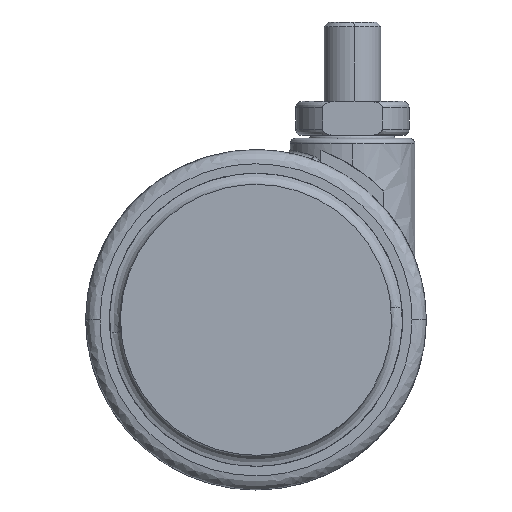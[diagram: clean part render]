
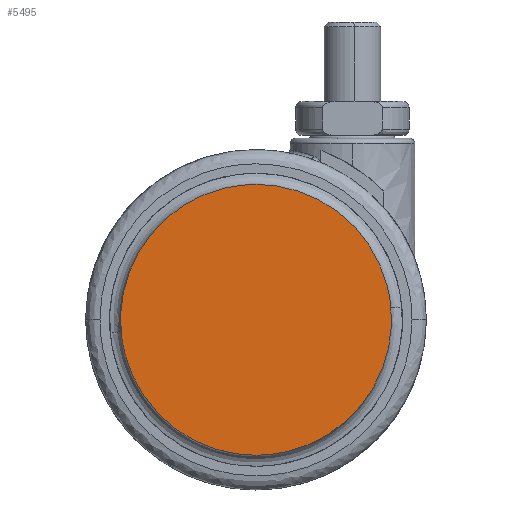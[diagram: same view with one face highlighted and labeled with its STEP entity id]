
A CAD part, front view. The second image highlights one B-rep face of the part: STEP entity #5495.
In plain terms, the highlighted free-form (B-spline) face has degree [1, 1] with [2, 2] control points.
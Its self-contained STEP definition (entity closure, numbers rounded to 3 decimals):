
#5424=CARTESIAN_POINT('',(-26.254,-22.8,-26.261));
#5425=CARTESIAN_POINT('',(-26.254,-22.8,26.261));
#5426=CARTESIAN_POINT('',(26.254,-22.8,-26.261));
#5427=CARTESIAN_POINT('',(26.254,-22.8,26.261));
#5428=B_SPLINE_SURFACE_WITH_KNOTS('',1,1,((#5424,#5426),(#5425,#5427)),.UNSPECIFIED.,.F.,.F.,.U.,(2,2),(2,2),(0.0,52.521),(0.0,52.508),.UNSPECIFIED.);
#5429=CARTESIAN_POINT('',(-23.783,-22.8,-2.097));
#5430=VERTEX_POINT('',#5429);
#5431=CARTESIAN_POINT('',(0.0,-22.8,23.876));
#5432=VERTEX_POINT('',#5431);
#5433=CARTESIAN_POINT('',(-23.783,-22.8,-2.097));
#5434=CARTESIAN_POINT('',(-23.876,-22.8,-1.051));
#5435=CARTESIAN_POINT('',(-23.876,-22.8,0.));
#5436=CARTESIAN_POINT('',(-23.876,-22.8,23.876));
#5437=CARTESIAN_POINT('',(0.0,-22.8,23.876));
#5445=(BOUNDED_CURVE()B_SPLINE_CURVE(2,(#5433,#5434,#5435,#5436,#5437),.UNSPECIFIED.,.F.,.U.)B_SPLINE_CURVE_WITH_KNOTS((3,2,3),(0.735,0.75,1.0),.UNSPECIFIED.)CURVE()GEOMETRIC_REPRESENTATION_ITEM()RATIONAL_B_SPLINE_CURVE((0.966,0.982,1.0,0.707,1.0))REPRESENTATION_ITEM(''));
#5446=EDGE_CURVE('',#5430,#5432,#5445,.T.);
#5447=ORIENTED_EDGE('',*,*,#5446,.F.);
#5448=CARTESIAN_POINT('',(0.0,-22.8,-23.876));
#5449=VERTEX_POINT('',#5448);
#5450=CARTESIAN_POINT('',(0.0,-22.8,-23.876));
#5451=CARTESIAN_POINT('',(-21.863,-22.8,-23.876));
#5452=CARTESIAN_POINT('',(-23.783,-22.8,-2.097));
#5460=(BOUNDED_CURVE()B_SPLINE_CURVE(2,(#5450,#5451,#5452),.UNSPECIFIED.,.F.,.U.)B_SPLINE_CURVE_WITH_KNOTS((3,3),(0.5,0.735),.UNSPECIFIED.)CURVE()GEOMETRIC_REPRESENTATION_ITEM()RATIONAL_B_SPLINE_CURVE((1.0,0.725,0.966))REPRESENTATION_ITEM(''));
#5461=EDGE_CURVE('',#5449,#5430,#5460,.T.);
#5462=ORIENTED_EDGE('',*,*,#5461,.F.);
#5463=CARTESIAN_POINT('',(23.783,-22.8,2.097));
#5464=VERTEX_POINT('',#5463);
#5465=CARTESIAN_POINT('',(23.783,-22.8,2.097));
#5466=CARTESIAN_POINT('',(23.876,-22.8,1.051));
#5467=CARTESIAN_POINT('',(23.876,-22.8,0.));
#5468=CARTESIAN_POINT('',(23.876,-22.8,-23.876));
#5469=CARTESIAN_POINT('',(0.0,-22.8,-23.876));
#5477=(BOUNDED_CURVE()B_SPLINE_CURVE(2,(#5465,#5466,#5467,#5468,#5469),.UNSPECIFIED.,.F.,.U.)B_SPLINE_CURVE_WITH_KNOTS((3,2,3),(0.235,0.25,0.5),.UNSPECIFIED.)CURVE()GEOMETRIC_REPRESENTATION_ITEM()RATIONAL_B_SPLINE_CURVE((0.966,0.982,1.0,0.707,1.0))REPRESENTATION_ITEM(''));
#5478=EDGE_CURVE('',#5464,#5449,#5477,.T.);
#5479=ORIENTED_EDGE('',*,*,#5478,.F.);
#5480=CARTESIAN_POINT('',(0.0,-22.8,23.876));
#5481=CARTESIAN_POINT('',(21.863,-22.8,23.876));
#5482=CARTESIAN_POINT('',(23.783,-22.8,2.097));
#5490=(BOUNDED_CURVE()B_SPLINE_CURVE(2,(#5480,#5481,#5482),.UNSPECIFIED.,.F.,.U.)B_SPLINE_CURVE_WITH_KNOTS((3,3),(0.0,0.235),.UNSPECIFIED.)CURVE()GEOMETRIC_REPRESENTATION_ITEM()RATIONAL_B_SPLINE_CURVE((1.0,0.725,0.966))REPRESENTATION_ITEM(''));
#5491=EDGE_CURVE('',#5432,#5464,#5490,.T.);
#5492=ORIENTED_EDGE('',*,*,#5491,.F.);
#5493=EDGE_LOOP('',(#5447,#5462,#5479,#5492));
#5494=FACE_OUTER_BOUND('',#5493,.T.);
#5495=ADVANCED_FACE('',(#5494),#5428,.F.);
